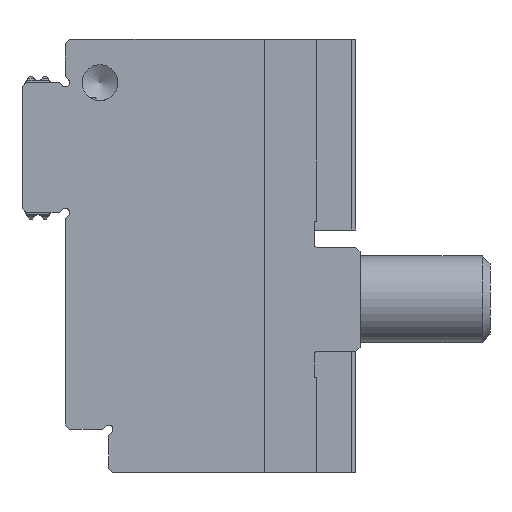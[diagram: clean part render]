
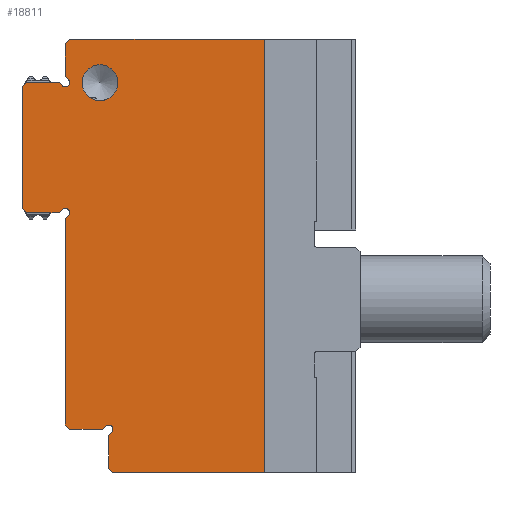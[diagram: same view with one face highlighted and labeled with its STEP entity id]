
A CAD part, left-side view. The second image highlights one B-rep face of the part: STEP entity #18811.
In plain terms, the highlighted planar face has unit normal (-1, 0, 0).
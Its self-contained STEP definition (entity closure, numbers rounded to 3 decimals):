
#908=FACE_BOUND('',#2671,.T.);
#973=PLANE('',#19949);
#1654=FACE_OUTER_BOUND('',#2670,.T.);
#2670=EDGE_LOOP('',(#12525,#12526,#12527,#12528,#12529,#12530,#12531,#12532,
#12533,#12534,#12535,#12536,#12537,#12538,#12539,#12540,#12541,#12542,#12543,
#12544,#12545,#12546,#12547,#12548));
#2671=EDGE_LOOP('',(#12549));
#3653=LINE('',#28290,#5329);
#3669=LINE('',#28323,#5345);
#3673=LINE('',#28336,#5349);
#3678=LINE('',#28347,#5354);
#3682=LINE('',#28356,#5358);
#3686=LINE('',#28368,#5362);
#3690=LINE('',#28378,#5366);
#3693=LINE('',#28386,#5369);
#3697=LINE('',#28396,#5373);
#3700=LINE('',#28402,#5376);
#3701=LINE('',#28404,#5377);
#3705=LINE('',#28413,#5381);
#3709=LINE('',#28420,#5385);
#3711=LINE('',#28423,#5387);
#3721=LINE('',#28444,#5397);
#3734=LINE('',#28476,#5410);
#3744=LINE('',#28495,#5420);
#3745=LINE('',#28497,#5421);
#3746=LINE('',#28499,#5422);
#3747=LINE('',#28500,#5423);
#3748=LINE('',#28501,#5424);
#5329=VECTOR('',#21860,10.);
#5345=VECTOR('',#21878,10.);
#5349=VECTOR('',#21888,10.);
#5354=VECTOR('',#21895,10.);
#5358=VECTOR('',#21901,10.);
#5362=VECTOR('',#21913,10.);
#5366=VECTOR('',#21925,10.);
#5369=VECTOR('',#21930,10.);
#5373=VECTOR('',#21942,10.);
#5376=VECTOR('',#21947,10.);
#5377=VECTOR('',#21950,10.);
#5381=VECTOR('',#21956,10.);
#5385=VECTOR('',#21962,10.);
#5387=VECTOR('',#21966,10.);
#5397=VECTOR('',#21982,10.);
#5410=VECTOR('',#22007,10.);
#5420=VECTOR('',#22019,10.);
#5421=VECTOR('',#22020,10.);
#5422=VECTOR('',#22021,10.);
#5423=VECTOR('',#22022,10.);
#5424=VECTOR('',#22023,10.);
#7013=CIRCLE('',#19924,0.5);
#7015=CIRCLE('',#19928,0.5);
#7017=CIRCLE('',#19933,0.5);
#7021=CIRCLE('',#19950,2.067);
#7442=VERTEX_POINT('',#28287);
#7443=VERTEX_POINT('',#28289);
#7457=VERTEX_POINT('',#28319);
#7459=VERTEX_POINT('',#28322);
#7463=VERTEX_POINT('',#28332);
#7465=VERTEX_POINT('',#28335);
#7469=VERTEX_POINT('',#28344);
#7470=VERTEX_POINT('',#28346);
#7473=VERTEX_POINT('',#28353);
#7474=VERTEX_POINT('',#28355);
#7477=VERTEX_POINT('',#28365);
#7478=VERTEX_POINT('',#28367);
#7480=VERTEX_POINT('',#28373);
#7483=VERTEX_POINT('',#28383);
#7484=VERTEX_POINT('',#28385);
#7486=VERTEX_POINT('',#28391);
#7488=VERTEX_POINT('',#28399);
#7491=VERTEX_POINT('',#28410);
#7492=VERTEX_POINT('',#28412);
#7494=VERTEX_POINT('',#28417);
#7502=VERTEX_POINT('',#28442);
#7515=VERTEX_POINT('',#28474);
#7524=VERTEX_POINT('',#28496);
#7525=VERTEX_POINT('',#28498);
#7526=VERTEX_POINT('',#28502);
#9350=EDGE_CURVE('',#7443,#7442,#3653,.T.);
#9366=EDGE_CURVE('',#7459,#7457,#3669,.T.);
#9372=EDGE_CURVE('',#7465,#7463,#3673,.T.);
#9377=EDGE_CURVE('',#7470,#7469,#3678,.T.);
#9381=EDGE_CURVE('',#7474,#7473,#3682,.T.);
#9384=EDGE_CURVE('',#7473,#7470,#7013,.T.);
#9387=EDGE_CURVE('',#7478,#7477,#3686,.T.);
#9391=EDGE_CURVE('',#7477,#7480,#7015,.T.);
#9393=EDGE_CURVE('',#7480,#7465,#3690,.T.);
#9396=EDGE_CURVE('',#7484,#7483,#3693,.T.);
#9400=EDGE_CURVE('',#7483,#7486,#7017,.T.);
#9402=EDGE_CURVE('',#7486,#7459,#3697,.T.);
#9405=EDGE_CURVE('',#7488,#7474,#3700,.T.);
#9406=EDGE_CURVE('',#7488,#7442,#3701,.T.);
#9410=EDGE_CURVE('',#7491,#7492,#3705,.T.);
#9414=EDGE_CURVE('',#7494,#7478,#3709,.T.);
#9416=EDGE_CURVE('',#7494,#7457,#3711,.T.);
#9427=EDGE_CURVE('',#7502,#7463,#3721,.T.);
#9442=EDGE_CURVE('',#7515,#7502,#3734,.T.);
#9452=EDGE_CURVE('',#7515,#7443,#3744,.T.);
#9453=EDGE_CURVE('',#7469,#7524,#3745,.T.);
#9454=EDGE_CURVE('',#7525,#7524,#3746,.T.);
#9455=EDGE_CURVE('',#7525,#7492,#3747,.T.);
#9456=EDGE_CURVE('',#7491,#7484,#3748,.T.);
#9457=EDGE_CURVE('',#7526,#7526,#7021,.T.);
#12525=ORIENTED_EDGE('',*,*,#9452,.T.);
#12526=ORIENTED_EDGE('',*,*,#9350,.T.);
#12527=ORIENTED_EDGE('',*,*,#9406,.F.);
#12528=ORIENTED_EDGE('',*,*,#9405,.T.);
#12529=ORIENTED_EDGE('',*,*,#9381,.T.);
#12530=ORIENTED_EDGE('',*,*,#9384,.T.);
#12531=ORIENTED_EDGE('',*,*,#9377,.T.);
#12532=ORIENTED_EDGE('',*,*,#9453,.T.);
#12533=ORIENTED_EDGE('',*,*,#9454,.F.);
#12534=ORIENTED_EDGE('',*,*,#9455,.T.);
#12535=ORIENTED_EDGE('',*,*,#9410,.F.);
#12536=ORIENTED_EDGE('',*,*,#9456,.T.);
#12537=ORIENTED_EDGE('',*,*,#9396,.T.);
#12538=ORIENTED_EDGE('',*,*,#9400,.T.);
#12539=ORIENTED_EDGE('',*,*,#9402,.T.);
#12540=ORIENTED_EDGE('',*,*,#9366,.T.);
#12541=ORIENTED_EDGE('',*,*,#9416,.F.);
#12542=ORIENTED_EDGE('',*,*,#9414,.T.);
#12543=ORIENTED_EDGE('',*,*,#9387,.T.);
#12544=ORIENTED_EDGE('',*,*,#9391,.T.);
#12545=ORIENTED_EDGE('',*,*,#9393,.T.);
#12546=ORIENTED_EDGE('',*,*,#9372,.T.);
#12547=ORIENTED_EDGE('',*,*,#9427,.F.);
#12548=ORIENTED_EDGE('',*,*,#9442,.F.);
#12549=ORIENTED_EDGE('',*,*,#9457,.T.);
#18811=ADVANCED_FACE('',(#1654,#908),#973,.T.);
#19924=AXIS2_PLACEMENT_3D('',#28360,#21907,#21908);
#19928=AXIS2_PLACEMENT_3D('',#28375,#21920,#21921);
#19933=AXIS2_PLACEMENT_3D('',#28393,#21937,#21938);
#19949=AXIS2_PLACEMENT_3D('',#28494,#22017,#22018);
#19950=AXIS2_PLACEMENT_3D('',#28503,#22024,#22025);
#21860=DIRECTION('',(0.,1.,0.));
#21878=DIRECTION('',(0.,0.,-1.));
#21888=DIRECTION('',(0.,0.,-1.));
#21895=DIRECTION('',(0.,0.707,0.707));
#21901=DIRECTION('',(0.,-0.707,-0.707));
#21907=DIRECTION('center_axis',(1.,0.,0.));
#21908=DIRECTION('ref_axis',(0.,0.707,-0.707));
#21913=DIRECTION('',(0.,-0.707,0.707));
#21920=DIRECTION('center_axis',(1.,0.,0.));
#21921=DIRECTION('ref_axis',(0.,-0.707,-0.707));
#21925=DIRECTION('',(0.,0.707,-0.707));
#21930=DIRECTION('',(0.,-0.707,0.707));
#21937=DIRECTION('center_axis',(1.,0.,0.));
#21938=DIRECTION('ref_axis',(0.,-0.707,-0.707));
#21942=DIRECTION('',(0.,0.707,-0.707));
#21947=DIRECTION('',(0.,0.,-1.));
#21950=DIRECTION('',(0.,-0.707,0.707));
#21956=DIRECTION('',(0.,0.707,0.707));
#21962=DIRECTION('',(0.,-1.,0.));
#21966=DIRECTION('',(0.,0.707,0.707));
#21982=DIRECTION('',(0.,0.707,0.707));
#22007=DIRECTION('',(0.,1.,0.));
#22017=DIRECTION('center_axis',(-1.,0.,0.));
#22018=DIRECTION('ref_axis',(0.,0.,
1.));
#22019=DIRECTION('',(0.,0.,1.));
#22020=DIRECTION('',(0.,1.,0.));
#22021=DIRECTION('',(0.,-0.707,0.707));
#22022=DIRECTION('',(0.,0.,-1.));
#22023=DIRECTION('',(0.,-1.,0.));
#22024=DIRECTION('center_axis',(1.,0.,0.));
#22025=DIRECTION('ref_axis',(0.,0.,
1.));
#28287=CARTESIAN_POINT('',(-52.539,39.583,38.485));
#28289=CARTESIAN_POINT('',(-52.539,17.083,38.485));
#28290=CARTESIAN_POINT('',(-52.539,11.083,38.485));
#28319=CARTESIAN_POINT('',(-52.539,40.083,-6.015));
#28322=CARTESIAN_POINT('',(-52.539,40.083,17.777));
#28323=CARTESIAN_POINT('',(-52.539,40.083,-9.015));
#28332=CARTESIAN_POINT('',(-52.539,35.083,-11.015));
#28335=CARTESIAN_POINT('',(-52.539,35.083,-7.223));
#28336=CARTESIAN_POINT('',(-52.539,35.083,-11.515));
#28344=CARTESIAN_POINT('',(-52.539,40.79,33.485));
#28346=CARTESIAN_POINT('',(-52.539,40.437,33.131));
#28347=CARTESIAN_POINT('',(-52.539,22.114,14.808));
#28353=CARTESIAN_POINT('',(-52.539,39.73,33.838));
#28355=CARTESIAN_POINT('',(-52.539,40.083,34.192));
#28356=CARTESIAN_POINT('',(-52.539,21.23,15.338));
#28360=CARTESIAN_POINT('Origin',(-52.539,40.083,33.485));
#28365=CARTESIAN_POINT('',(-52.539,35.437,-6.162));
#28367=CARTESIAN_POINT('',(-52.539,35.79,-6.515));
#28368=CARTESIAN_POINT('',(-52.539,30.687,-1.412));
#28373=CARTESIAN_POINT('',(-52.539,34.73,-6.869));
#28375=CARTESIAN_POINT('Origin',(-52.539,35.083,-6.515));
#28378=CARTESIAN_POINT('',(-52.539,30.157,-2.296));
#28383=CARTESIAN_POINT('',(-52.539,40.437,18.838));
#28385=CARTESIAN_POINT('',(-52.539,40.79,18.485));
#28386=CARTESIAN_POINT('',(-52.539,40.687,18.588));
#28391=CARTESIAN_POINT('',(-52.539,39.73,18.131));
#28393=CARTESIAN_POINT('Origin',(-52.539,40.083,18.485));
#28396=CARTESIAN_POINT('',(-52.539,40.157,17.704));
#28399=CARTESIAN_POINT('',(-52.539,40.083,37.985));
#28402=CARTESIAN_POINT('',(-52.539,40.083,10.985));
#28404=CARTESIAN_POINT('',(-52.539,45.083,32.985));
#28410=CARTESIAN_POINT('',(-52.539,44.583,18.485));
#28412=CARTESIAN_POINT('',(-52.539,45.083,18.985));
#28413=CARTESIAN_POINT('',(-52.539,28.833,2.735));
#28417=CARTESIAN_POINT('',(-52.539,39.583,-6.515));
#28420=CARTESIAN_POINT('',(-52.539,23.083,-6.515));
#28423=CARTESIAN_POINT('',(-52.539,31.333,-14.765));
#28442=CARTESIAN_POINT('',(-52.539,34.583,-11.515));
#28444=CARTESIAN_POINT('',(-52.539,28.833,-17.265));
#28474=CARTESIAN_POINT('',(-52.539,17.083,-11.515));
#28476=CARTESIAN_POINT('',(-52.539,11.083,-11.515));
#28494=CARTESIAN_POINT('Origin',(-52.539,11.083,-11.515));
#28495=CARTESIAN_POINT('',(-52.539,17.083,13.485));
#28496=CARTESIAN_POINT('',(-52.539,44.583,33.485));
#28497=CARTESIAN_POINT('',(-52.539,28.083,33.485));
#28498=CARTESIAN_POINT('',(-52.539,45.083,32.985));
#28499=CARTESIAN_POINT('',(-52.539,47.583,30.485));
#28500=CARTESIAN_POINT('',(-52.539,45.083,3.485));
#28501=CARTESIAN_POINT('',(-52.539,25.583,18.485));
#28502=CARTESIAN_POINT('',(-52.539,36.083,31.418));
#28503=CARTESIAN_POINT('Origin',(-52.539,36.083,33.485));
